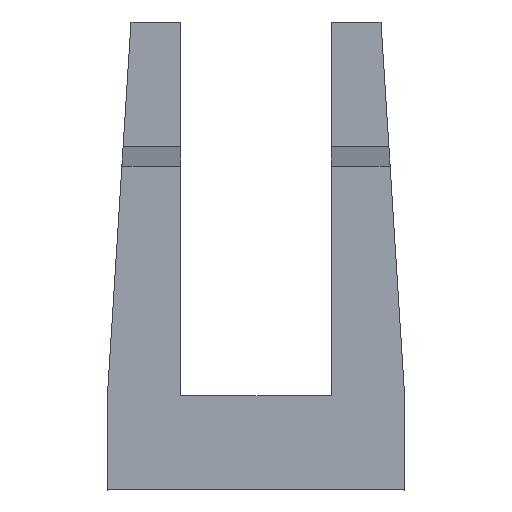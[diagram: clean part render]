
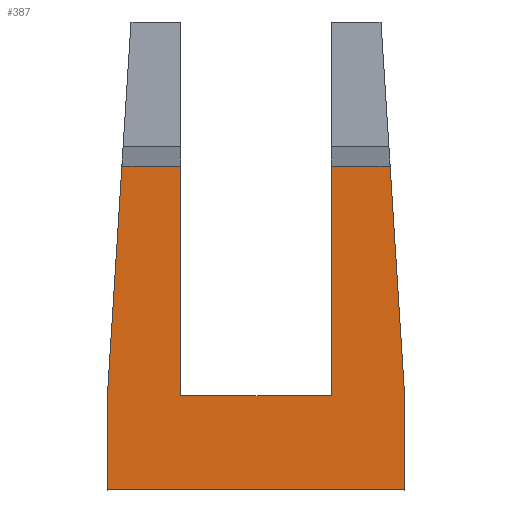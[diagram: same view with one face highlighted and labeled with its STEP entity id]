
A CAD part, left-side view. The second image highlights one B-rep face of the part: STEP entity #387.
In plain terms, the highlighted planar face has unit normal (-1, 0, 0).
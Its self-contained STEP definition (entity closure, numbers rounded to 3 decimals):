
#326=AXIS2_PLACEMENT_3D('Plane Axis2P3D',#323,#324,#325) ;
#108=CARTESIAN_POINT('Line Origine',(0.11,5.371,6.866)) ;
#112=CARTESIAN_POINT('Vertex',(0.11,4.75,6.866)) ;
#114=CARTESIAN_POINT('Vertex',(0.11,5.993,6.866)) ;
#164=CARTESIAN_POINT('Vertex',(0.11,6.3,2.)) ;
#167=CARTESIAN_POINT('Line Origine',(0.11,6.146,4.433)) ;
#260=CARTESIAN_POINT('Line Origine',(0.11,4.75,4.433)) ;
#264=CARTESIAN_POINT('Vertex',(0.11,4.75,2.)) ;
#323=CARTESIAN_POINT('Axis2P3D Location',(0.11,-0.1,6.9)) ;
#328=CARTESIAN_POINT('Line Origine',(0.11,6.3,1.)) ;
#332=CARTESIAN_POINT('Vertex',(0.11,6.3,0.)) ;
#335=CARTESIAN_POINT('Line Origine',(0.11,3.15,0.)) ;
#339=CARTESIAN_POINT('Vertex',(0.11,0.,0.)) ;
#342=CARTESIAN_POINT('Line Origine',(0.11,0.,1.)) ;
#346=CARTESIAN_POINT('Vertex',(0.11,0.,2.)) ;
#349=CARTESIAN_POINT('Line Origine',(0.11,0.154,4.433)) ;
#353=CARTESIAN_POINT('Vertex',(0.11,0.307,6.866)) ;
#356=CARTESIAN_POINT('Line Origine',(0.11,0.929,6.866)) ;
#360=CARTESIAN_POINT('Vertex',(0.11,1.55,6.866)) ;
#363=CARTESIAN_POINT('Line Origine',(0.11,1.55,4.433)) ;
#367=CARTESIAN_POINT('Vertex',(0.11,1.55,2.)) ;
#370=CARTESIAN_POINT('Line Origine',(0.11,3.15,2.)) ;
#109=DIRECTION('Vector Direction',(0.,1.,0.)) ;
#168=DIRECTION('Vector Direction',(0.,-0.063,0.998)) ;
#261=DIRECTION('Vector Direction',(0.,0.,-1.)) ;
#324=DIRECTION('Axis2P3D Direction',(1.,0.,0.)) ;
#325=DIRECTION('Axis2P3D XDirection',(0.,0.,-1.)) ;
#329=DIRECTION('Vector Direction',(0.,0.,1.)) ;
#336=DIRECTION('Vector Direction',(0.,1.,0.)) ;
#343=DIRECTION('Vector Direction',(0.,0.,-1.)) ;
#350=DIRECTION('Vector Direction',(0.,0.063,0.998)) ;
#357=DIRECTION('Vector Direction',(0.,-1.,0.)) ;
#364=DIRECTION('Vector Direction',(0.,0.,-1.)) ;
#371=DIRECTION('Vector Direction',(0.,1.,0.)) ;
#110=VECTOR('Line Direction',#109,1.) ;
#169=VECTOR('Line Direction',#168,1.) ;
#262=VECTOR('Line Direction',#261,1.) ;
#330=VECTOR('Line Direction',#329,1.) ;
#337=VECTOR('Line Direction',#336,1.) ;
#344=VECTOR('Line Direction',#343,1.) ;
#351=VECTOR('Line Direction',#350,1.) ;
#358=VECTOR('Line Direction',#357,1.) ;
#365=VECTOR('Line Direction',#364,1.) ;
#372=VECTOR('Line Direction',#371,1.) ;
#376=ORIENTED_EDGE('',*,*,#334,.F.) ;
#377=ORIENTED_EDGE('',*,*,#341,.F.) ;
#378=ORIENTED_EDGE('',*,*,#348,.F.) ;
#379=ORIENTED_EDGE('',*,*,#355,.T.) ;
#380=ORIENTED_EDGE('',*,*,#362,.F.) ;
#381=ORIENTED_EDGE('',*,*,#369,.T.) ;
#382=ORIENTED_EDGE('',*,*,#374,.T.) ;
#383=ORIENTED_EDGE('',*,*,#266,.F.) ;
#384=ORIENTED_EDGE('',*,*,#116,.T.) ;
#385=ORIENTED_EDGE('',*,*,#171,.F.) ;
#387=ADVANCED_FACE('Strain Relief',(#386),#327,.F.) ;
#116=EDGE_CURVE('',#113,#115,#111,.T.) ;
#171=EDGE_CURVE('',#165,#115,#170,.T.) ;
#266=EDGE_CURVE('',#113,#265,#263,.T.) ;
#334=EDGE_CURVE('',#333,#165,#331,.T.) ;
#341=EDGE_CURVE('',#340,#333,#338,.T.) ;
#348=EDGE_CURVE('',#347,#340,#345,.T.) ;
#355=EDGE_CURVE('',#347,#354,#352,.T.) ;
#362=EDGE_CURVE('',#361,#354,#359,.T.) ;
#369=EDGE_CURVE('',#361,#368,#366,.T.) ;
#374=EDGE_CURVE('',#368,#265,#373,.T.) ;
#375=EDGE_LOOP('',(#376,#377,#378,#379,#380,#381,#382,#383,#384,#385)) ;
#386=FACE_OUTER_BOUND('',#375,.T.) ;
#111=LINE('Line',#108,#110) ;
#170=LINE('Line',#167,#169) ;
#263=LINE('Line',#260,#262) ;
#331=LINE('Line',#328,#330) ;
#338=LINE('Line',#335,#337) ;
#345=LINE('Line',#342,#344) ;
#352=LINE('Line',#349,#351) ;
#359=LINE('Line',#356,#358) ;
#366=LINE('Line',#363,#365) ;
#373=LINE('Line',#370,#372) ;
#327=PLANE('',#326) ;
#113=VERTEX_POINT('',#112) ;
#115=VERTEX_POINT('',#114) ;
#165=VERTEX_POINT('',#164) ;
#265=VERTEX_POINT('',#264) ;
#333=VERTEX_POINT('',#332) ;
#340=VERTEX_POINT('',#339) ;
#347=VERTEX_POINT('',#346) ;
#354=VERTEX_POINT('',#353) ;
#361=VERTEX_POINT('',#360) ;
#368=VERTEX_POINT('',#367) ;
